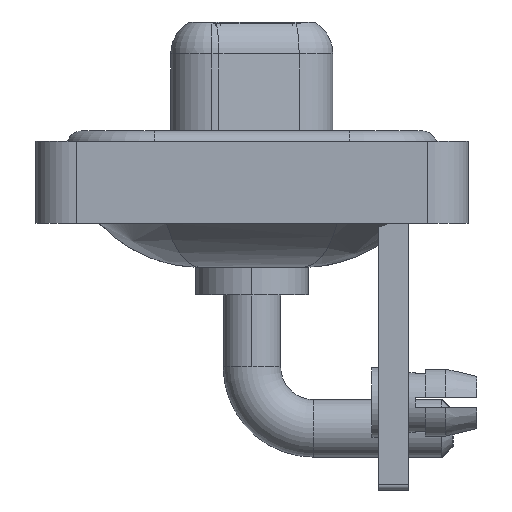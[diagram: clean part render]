
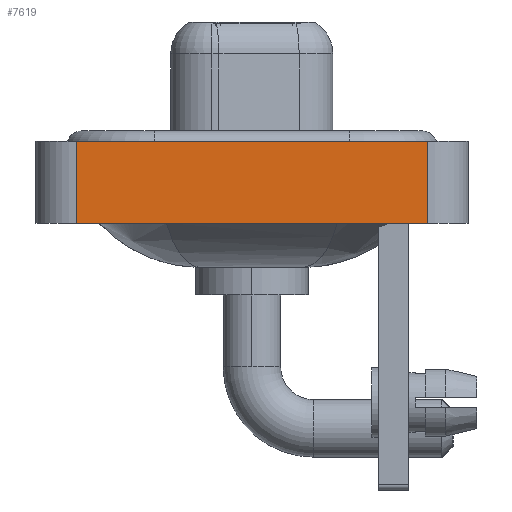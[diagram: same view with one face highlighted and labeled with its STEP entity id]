
A CAD part, left-side view. The second image highlights one B-rep face of the part: STEP entity #7619.
In plain terms, the highlighted planar face has unit normal (-1, 0, 0).
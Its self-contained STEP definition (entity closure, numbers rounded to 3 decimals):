
#781 = CARTESIAN_POINT ( 'NONE',  ( -7.3, 8.55, -3.6 ) ) ;
#1058 = EDGE_CURVE ( 'NONE', #19467, #14843, #4538, .T. ) ;
#1084 = FACE_OUTER_BOUND ( 'NONE', #17717, .T. ) ;
#1362 = DIRECTION ( 'NONE',  ( -1., 0., 0. ) ) ;
#1696 = DIRECTION ( 'NONE',  ( 0., -1., 0. ) ) ;
#2762 = EDGE_CURVE ( 'NONE', #12032, #17434, #17130, .T. ) ;
#2860 = VECTOR ( 'NONE', #6121, 1000. ) ;
#3329 = CARTESIAN_POINT ( 'NONE',  ( -7.3, -8.55, 0.4 ) ) ;
#4418 = CARTESIAN_POINT ( 'NONE',  ( -7.3, -8.55, -3.6 ) ) ;
#4538 = LINE ( 'NONE', #18376, #15144 ) ;
#5102 = DIRECTION ( 'NONE',  ( 0., -1., 0. ) ) ;
#5212 = AXIS2_PLACEMENT_3D ( 'NONE', #17956, #1362, #10388 ) ;
#6121 = DIRECTION ( 'NONE',  ( 0., 0., 1. ) ) ;
#7619 = ADVANCED_FACE ( 'NONE', ( #1084 ), #16451, .T. ) ;
#8496 = ORIENTED_EDGE ( 'NONE', *, *, #2762, .F. ) ;
#9220 = ORIENTED_EDGE ( 'NONE', *, *, #1058, .T. ) ;
#9444 = CARTESIAN_POINT ( 'NONE',  ( -7.3, -8.55, 0.4 ) ) ;
#10388 = DIRECTION ( 'NONE',  ( 0., 0., 1. ) ) ;
#12032 = VERTEX_POINT ( 'NONE', #14658 ) ;
#12253 = ORIENTED_EDGE ( 'NONE', *, *, #19669, .T. ) ;
#12937 = EDGE_CURVE ( 'NONE', #19467, #12032, #16517, .T. ) ;
#13577 = CARTESIAN_POINT ( 'NONE',  ( -7.3, 8.55, -3.6 ) ) ;
#14194 = CARTESIAN_POINT ( 'NONE',  ( -7.3, -8.55, -3.6 ) ) ;
#14536 = VECTOR ( 'NONE', #5102, 1000. ) ;
#14658 = CARTESIAN_POINT ( 'NONE',  ( -7.3, 8.55, 0.4 ) ) ;
#14843 = VERTEX_POINT ( 'NONE', #14194 ) ;
#15144 = VECTOR ( 'NONE', #1696, 1000. ) ;
#16451 = PLANE ( 'NONE',  #5212 ) ;
#16517 = LINE ( 'NONE', #13577, #18578 ) ;
#17130 = LINE ( 'NONE', #9444, #14536 ) ;
#17434 = VERTEX_POINT ( 'NONE', #3329 ) ;
#17717 = EDGE_LOOP ( 'NONE', ( #12253, #8496, #18142, #9220 ) ) ;
#17956 = CARTESIAN_POINT ( 'NONE',  ( -7.3, -8.55, -3.6 ) ) ;
#18142 = ORIENTED_EDGE ( 'NONE', *, *, #12937, .F. ) ;
#18376 = CARTESIAN_POINT ( 'NONE',  ( -7.3, -8.55, -3.6 ) ) ;
#18578 = VECTOR ( 'NONE', #19639, 1000. ) ;
#19467 = VERTEX_POINT ( 'NONE', #781 ) ;
#19639 = DIRECTION ( 'NONE',  ( 0., 0., 1. ) ) ;
#19669 = EDGE_CURVE ( 'NONE', #14843, #17434, #19962, .T. ) ;
#19962 = LINE ( 'NONE', #4418, #2860 ) ;
